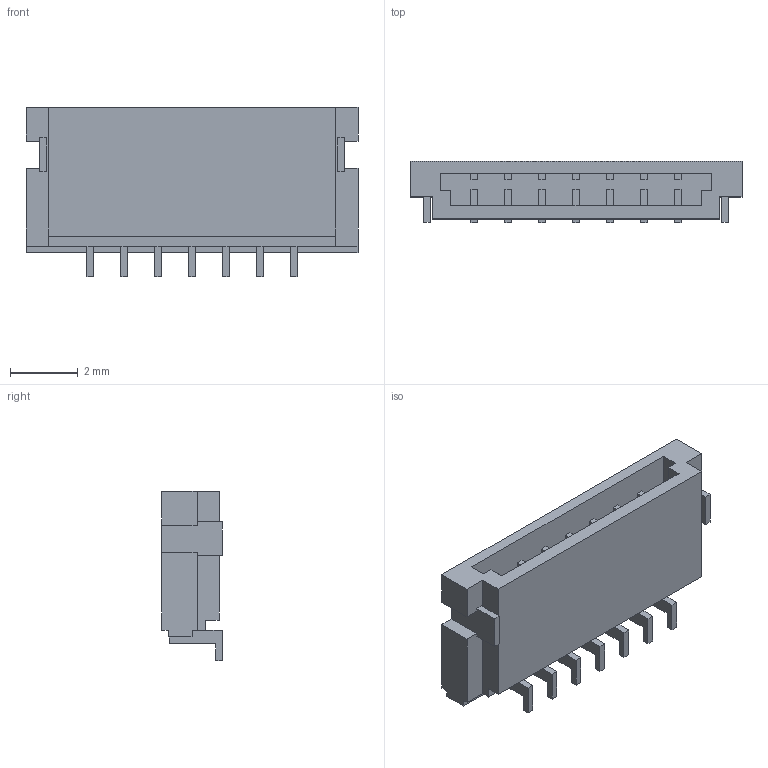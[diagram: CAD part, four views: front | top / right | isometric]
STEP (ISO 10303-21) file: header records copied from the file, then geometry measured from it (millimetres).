
FILE_DESCRIPTION (( 'STEP AP214' ), '1' );
FILE_NAME ('SM07B-SHLS.STEP', '2010-06-15T09:57:43', ( ' ' ), ( ' ' ), 'SwSTEP 2.0', 'SolidWorks 2005235', '' );
FILE_SCHEMA (( 'AUTOMOTIVE_DESIGN' ));
Length unit declared in the file: millimetre
Products named in the file (1): SM07B-SHLS
Bounding box: 9.8 x 1.8 x 5 mm (x, y, z)
Volume: 47.1 mm3; surface area: 221.6 mm2
Topology: 1 solids, 1 shells, 174 faces, 478 edges, 314 vertices
Faces by surface type: plane 174
Entity records: 7327 total; most frequent: CARTESIAN_POINT 967, ORIENTED_EDGE 956, DIRECTION 828, VECTOR 478, LINE 478, EDGE_CURVE 478, VERTEX_POINT 314, EDGE_LOOP 182
